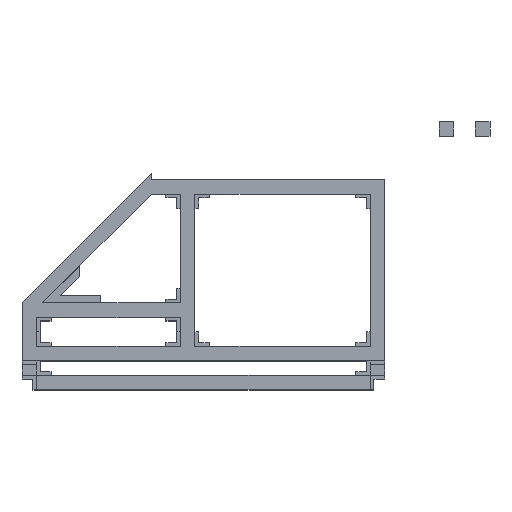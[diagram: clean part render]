
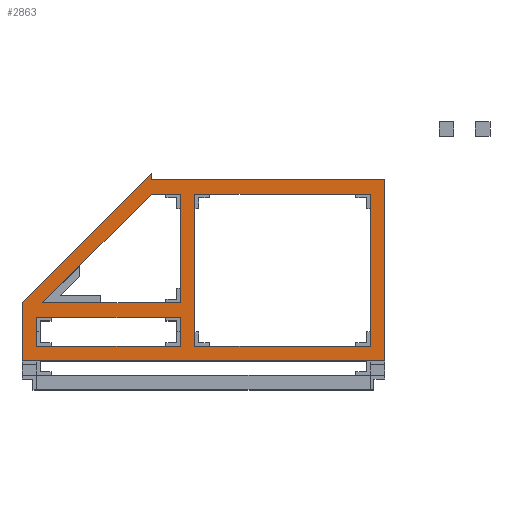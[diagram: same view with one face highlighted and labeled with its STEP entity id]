
A CAD part, top view. The second image highlights one B-rep face of the part: STEP entity #2863.
In plain terms, the highlighted planar face has unit normal (0, 0, 1).
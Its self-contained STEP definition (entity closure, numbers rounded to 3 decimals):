
#427=FACE_BOUND('',#730,.T.);
#428=FACE_BOUND('',#731,.T.);
#429=FACE_BOUND('',#732,.T.);
#577=FACE_OUTER_BOUND('',#729,.T.);
#729=EDGE_LOOP('',(#2537,#2538,#2539,#2540,#2541,#2542));
#730=EDGE_LOOP('',(#2543,#2544,#2545,#2546));
#731=EDGE_LOOP('',(#2547,#2548,#2549,#2550));
#732=EDGE_LOOP('',(#2551,#2552,#2553,#2554));
#1009=LINE('',#4842,#1333);
#1012=LINE('',#4848,#1336);
#1015=LINE('',#4854,#1339);
#1018=LINE('',#4858,#1342);
#1021=LINE('',#4866,#1345);
#1024=LINE('',#4872,#1348);
#1027=LINE('',#4878,#1351);
#1030=LINE('',#4882,#1354);
#1033=LINE('',#4890,#1357);
#1036=LINE('',#4896,#1360);
#1039=LINE('',#4902,#1363);
#1042=LINE('',#4906,#1366);
#1045=LINE('',#4914,#1369);
#1048=LINE('',#4920,#1372);
#1051=LINE('',#4926,#1375);
#1054=LINE('',#4932,#1378);
#1057=LINE('',#4938,#1381);
#1060=LINE('',#4942,#1384);
#1333=VECTOR('',#4058,10.);
#1336=VECTOR('',#4063,10.);
#1339=VECTOR('',#4068,10.);
#1342=VECTOR('',#4073,10.);
#1345=VECTOR('',#4078,10.);
#1348=VECTOR('',#4083,10.);
#1351=VECTOR('',#4088,10.);
#1354=VECTOR('',#4093,10.);
#1357=VECTOR('',#4098,10.);
#1360=VECTOR('',#4103,10.);
#1363=VECTOR('',#4108,10.);
#1366=VECTOR('',#4113,10.);
#1369=VECTOR('',#4118,10.);
#1372=VECTOR('',#4123,10.);
#1375=VECTOR('',#4128,10.);
#1378=VECTOR('',#4133,10.);
#1381=VECTOR('',#4138,10.);
#1384=VECTOR('',#4143,10.);
#1567=VERTEX_POINT('',#4839);
#1568=VERTEX_POINT('',#4841);
#1570=VERTEX_POINT('',#4847);
#1572=VERTEX_POINT('',#4853);
#1575=VERTEX_POINT('',#4863);
#1576=VERTEX_POINT('',#4865);
#1578=VERTEX_POINT('',#4871);
#1580=VERTEX_POINT('',#4877);
#1583=VERTEX_POINT('',#4887);
#1584=VERTEX_POINT('',#4889);
#1586=VERTEX_POINT('',#4895);
#1588=VERTEX_POINT('',#4901);
#1591=VERTEX_POINT('',#4911);
#1592=VERTEX_POINT('',#4913);
#1594=VERTEX_POINT('',#4919);
#1596=VERTEX_POINT('',#4925);
#1598=VERTEX_POINT('',#4931);
#1600=VERTEX_POINT('',#4937);
#1873=EDGE_CURVE('',#1568,#1567,#1009,.T.);
#1876=EDGE_CURVE('',#1570,#1568,#1012,.T.);
#1879=EDGE_CURVE('',#1572,#1570,#1015,.T.);
#1882=EDGE_CURVE('',#1567,#1572,#1018,.T.);
#1885=EDGE_CURVE('',#1576,#1575,#1021,.T.);
#1888=EDGE_CURVE('',#1578,#1576,#1024,.T.);
#1891=EDGE_CURVE('',#1580,#1578,#1027,.T.);
#1894=EDGE_CURVE('',#1575,#1580,#1030,.T.);
#1897=EDGE_CURVE('',#1584,#1583,#1033,.T.);
#1900=EDGE_CURVE('',#1586,#1584,#1036,.T.);
#1903=EDGE_CURVE('',#1588,#1586,#1039,.T.);
#1906=EDGE_CURVE('',#1583,#1588,#1042,.T.);
#1909=EDGE_CURVE('',#1592,#1591,#1045,.T.);
#1912=EDGE_CURVE('',#1594,#1592,#1048,.T.);
#1915=EDGE_CURVE('',#1596,#1594,#1051,.T.);
#1918=EDGE_CURVE('',#1598,#1596,#1054,.T.);
#1921=EDGE_CURVE('',#1600,#1598,#1057,.T.);
#1924=EDGE_CURVE('',#1591,#1600,#1060,.T.);
#2537=ORIENTED_EDGE('',*,*,#1924,.T.);
#2538=ORIENTED_EDGE('',*,*,#1921,.T.);
#2539=ORIENTED_EDGE('',*,*,#1918,.T.);
#2540=ORIENTED_EDGE('',*,*,#1915,.T.);
#2541=ORIENTED_EDGE('',*,*,#1912,.T.);
#2542=ORIENTED_EDGE('',*,*,#1909,.T.);
#2543=ORIENTED_EDGE('',*,*,#1906,.T.);
#2544=ORIENTED_EDGE('',*,*,#1903,.T.);
#2545=ORIENTED_EDGE('',*,*,#1900,.T.);
#2546=ORIENTED_EDGE('',*,*,#1897,.T.);
#2547=ORIENTED_EDGE('',*,*,#1894,.T.);
#2548=ORIENTED_EDGE('',*,*,#1891,.T.);
#2549=ORIENTED_EDGE('',*,*,#1888,.T.);
#2550=ORIENTED_EDGE('',*,*,#1885,.T.);
#2551=ORIENTED_EDGE('',*,*,#1882,.T.);
#2552=ORIENTED_EDGE('',*,*,#1879,.T.);
#2553=ORIENTED_EDGE('',*,*,#1876,.T.);
#2554=ORIENTED_EDGE('',*,*,#1873,.T.);
#2717=PLANE('',#3326);
#2863=ADVANCED_FACE('',(#577,#427,#428,#429),#2717,.T.);
#3326=AXIS2_PLACEMENT_3D('',#4943,#4144,#4145);
#4058=DIRECTION('',(-1.,0.,0.));
#4063=DIRECTION('',(0.,-1.,0.));
#4068=DIRECTION('',(1.,0.,0.));
#4073=DIRECTION('',(0.,1.,0.));
#4078=DIRECTION('',(1.,0.,0.));
#4083=DIRECTION('',(0.,1.,0.));
#4088=DIRECTION('',(-1.,0.,0.));
#4093=DIRECTION('',(0.,-1.,0.));
#4098=DIRECTION('',(1.,0.,0.));
#4103=DIRECTION('',(0.707,0.707,0.));
#4108=DIRECTION('',(-1.,0.,0.));
#4113=DIRECTION('',(0.,-1.,0.));
#4118=DIRECTION('',(0.,1.,0.));
#4123=DIRECTION('',(1.,0.,0.));
#4128=DIRECTION('',(0.,-1.,0.));
#4133=DIRECTION('',(-0.707,-0.707,0.));
#4138=DIRECTION('',(0.,1.,0.));
#4143=DIRECTION('',(-1.,0.,0.));
#4144=DIRECTION('center_axis',(0.,0.,1.));
#4145=DIRECTION('ref_axis',(1.,0.,0.));
#4839=CARTESIAN_POINT('',(138.3,0.,280.));
#4841=CARTESIAN_POINT('',(380.,0.,280.));
#4842=CARTESIAN_POINT('',(-100.,0.,280.));
#4847=CARTESIAN_POINT('',(380.,210.,280.));
#4848=CARTESIAN_POINT('',(380.,0.,280.));
#4853=CARTESIAN_POINT('',(138.3,210.,280.));
#4854=CARTESIAN_POINT('',(78.3,210.,280.));
#4858=CARTESIAN_POINT('',(138.3,210.,280.));
#4863=CARTESIAN_POINT('',(118.3,40.,280.));
#4865=CARTESIAN_POINT('',(-80.,40.,280.));
#4866=CARTESIAN_POINT('',(-100.,40.,280.));
#4871=CARTESIAN_POINT('',(-80.,0.,280.));
#4872=CARTESIAN_POINT('',(-80.,0.,280.));
#4877=CARTESIAN_POINT('',(118.3,0.,280.));
#4878=CARTESIAN_POINT('',(-100.,0.,280.));
#4882=CARTESIAN_POINT('',(118.3,0.,280.));
#4887=CARTESIAN_POINT('',(118.3,210.,280.));
#4889=CARTESIAN_POINT('',(78.3,210.,280.));
#4890=CARTESIAN_POINT('',(78.3,210.,280.));
#4895=CARTESIAN_POINT('',(-71.7,60.,280.));
#4896=CARTESIAN_POINT('',(-71.7,60.,280.));
#4901=CARTESIAN_POINT('',(118.3,60.,280.));
#4902=CARTESIAN_POINT('',(138.3,60.,280.));
#4906=CARTESIAN_POINT('',(118.3,60.,280.));
#4911=CARTESIAN_POINT('',(400.,230.,280.));
#4913=CARTESIAN_POINT('',(400.,-20.,280.));
#4914=CARTESIAN_POINT('',(400.,0.,280.));
#4919=CARTESIAN_POINT('',(-100.,-20.,280.));
#4920=CARTESIAN_POINT('',(400.,-20.,280.));
#4925=CARTESIAN_POINT('',(-100.,60.,280.));
#4926=CARTESIAN_POINT('',(-100.,60.,280.));
#4931=CARTESIAN_POINT('',(78.3,238.3,280.));
#4932=CARTESIAN_POINT('',(-100.,60.,280.));
#4937=CARTESIAN_POINT('',(78.3,230.,280.));
#4938=CARTESIAN_POINT('',(78.3,238.3,280.));
#4942=CARTESIAN_POINT('',(400.,230.,280.));
#4943=CARTESIAN_POINT('Origin',(150.,109.15,280.));
